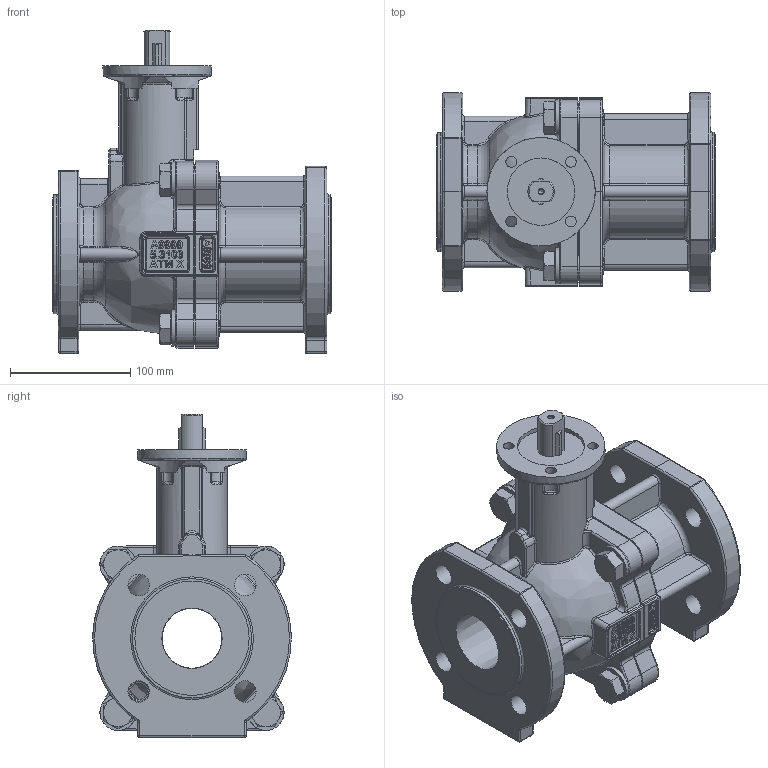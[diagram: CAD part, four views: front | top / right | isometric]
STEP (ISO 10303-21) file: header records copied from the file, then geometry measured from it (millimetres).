
FILE_DESCRIPTION(/* description */ ('Vorlage'),/* implementation_level */ '2;1');
FILE_NAME(/* name */ '005958.stp',/* time_stamp */ '2023-03-15T15:46:28+01:00',/* author */ ('markus_treichler'),/* organization */ ('ChemValve-Schmid AG'),/* preprocessor_version */ 'ST-DEVELOPER v19.2',/* originating_system */ 'Autodesk Inventor 2023',/* authorisation */ '');
FILE_SCHEMA (('AUTOMOTIVE_DESIGN { 1 0 10303 214 3 1 1 }'));
Length unit declared in the file: millimetre
Products named in the file (1): 005958
Bounding box: 231.2 x 165 x 268.5 mm (x, y, z)
Volume: 2718013.1 mm3; surface area: 305694.4 mm2
Topology: 1 solids, 3 shells, 1276 faces, 3117 edges, 1914 vertices
Faces by surface type: bspline 385, plane 373, cylinder 303, torus 97, cone 80, sphere 38
Full cylindrical faces by diameter (mm): 2.2 x4, 4.134 x1, 9 x4, 13.835 x1, 16 x4, 17 x5, 18 x8, 22.49 x4, 30 x5, 56 x1, 90 x1, 95 x2, 99 x2, 140 x1, 150 x2
Entity records: 43584 total; most frequent: CARTESIAN_POINT 15797, ORIENTED_EDGE 6204, DIRECTION 5007, EDGE_CURVE 3102, VERTEX_POINT 1914, AXIS2_PLACEMENT_3D 1859, EDGE_LOOP 1394, LINE 1289
